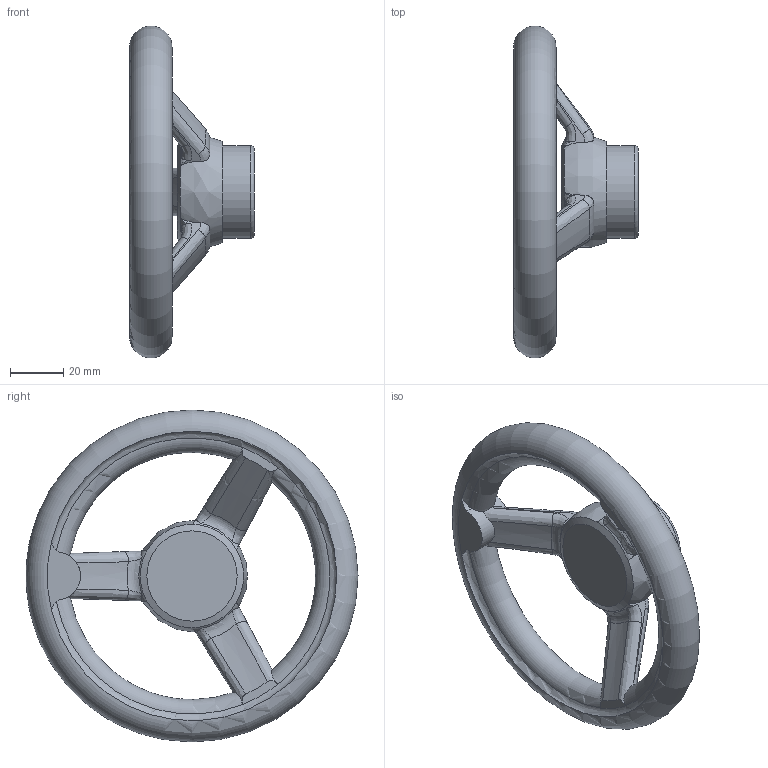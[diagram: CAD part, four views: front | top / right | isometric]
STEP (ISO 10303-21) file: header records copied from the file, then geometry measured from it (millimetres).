
FILE_DESCRIPTION(/* description */ (''),/* implementation_level */ '2;1');
FILE_NAME(/* name */ 'PN125',/* time_stamp */ '2012-11-23T17:29:19+08:00',/* author */ (''),/* organization */ (''),/* preprocessor_version */ 'ST-DEVELOPER v9',/* originating_system */ 'UGS - NX 4.0',/* authorisation */ '');
FILE_SCHEMA (('CONFIG_CONTROL_DESIGN'));
Length unit declared in the file: millimetre
Products named in the file (1): AdmiEF70xp0o
Bounding box: 47 x 125 x 125 mm (x, y, z)
Volume: 109984.5 mm3; surface area: 26461.6 mm2
Topology: 1 solids, 1 shells, 65 faces, 189 edges, 121 vertices
Faces by surface type: bspline 23, torus 14, plane 13, cylinder 8, cone 7
Full cylindrical faces by diameter (mm): 35 x1
Entity records: 3100 total; most frequent: CARTESIAN_POINT 1646, ORIENTED_EDGE 360, DIRECTION 182, EDGE_CURVE 180, B_SPLINE_CURVE_WITH_KNOTS 130, VERTEX_POINT 118, AXIS2_PLACEMENT_3D 89, EDGE_LOOP 72
